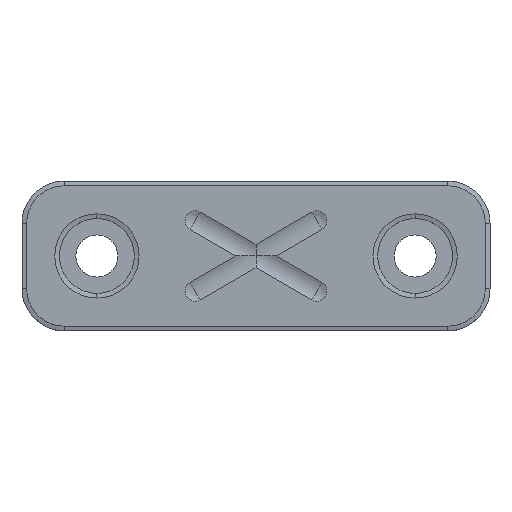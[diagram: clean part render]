
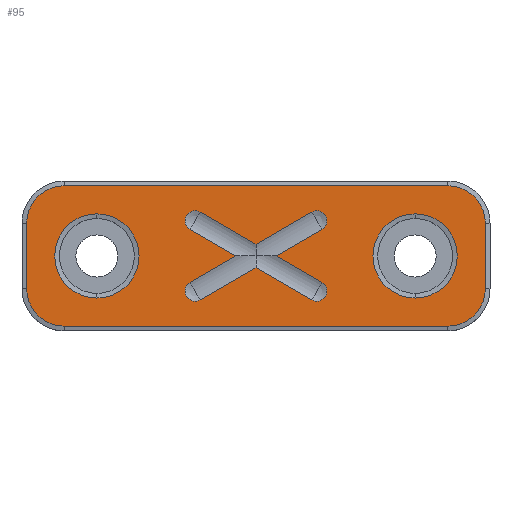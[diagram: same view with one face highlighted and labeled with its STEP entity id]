
A CAD part, top view. The second image highlights one B-rep face of the part: STEP entity #95.
In plain terms, the highlighted planar face has unit normal (0, 0, 1).
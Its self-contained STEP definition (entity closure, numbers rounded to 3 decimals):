
#95=ADVANCED_FACE('NONE',(#220,#221,#222,#223),#224,.F.);
#220=FACE_OUTER_BOUND('',#379,.T.);
#221=FACE_BOUND('',#380,.T.);
#222=FACE_BOUND('',#381,.T.);
#223=FACE_BOUND('',#382,.T.);
#224=PLANE('',#383);
#379=EDGE_LOOP('',(#589,#590,#591,#592,#593,#594,#595,#596));
#380=EDGE_LOOP('',(#597,#598));
#381=EDGE_LOOP('',(#599,#600,#601,#602,#603,#604,#605,#606,#607,#608,#609,#610));
#382=EDGE_LOOP('',(#611,#612));
#383=AXIS2_PLACEMENT_3D('',#613,#614,#615);
#589=ORIENTED_EDGE('',*,*,#971,.T.);
#590=ORIENTED_EDGE('',*,*,#972,.T.);
#591=ORIENTED_EDGE('',*,*,#973,.T.);
#592=ORIENTED_EDGE('',*,*,#974,.T.);
#593=ORIENTED_EDGE('',*,*,#975,.T.);
#594=ORIENTED_EDGE('',*,*,#976,.T.);
#595=ORIENTED_EDGE('',*,*,#977,.T.);
#596=ORIENTED_EDGE('',*,*,#978,.T.);
#597=ORIENTED_EDGE('',*,*,#932,.T.);
#598=ORIENTED_EDGE('',*,*,#979,.T.);
#599=ORIENTED_EDGE('',*,*,#980,.T.);
#600=ORIENTED_EDGE('',*,*,#981,.T.);
#601=ORIENTED_EDGE('',*,*,#944,.T.);
#602=ORIENTED_EDGE('',*,*,#982,.T.);
#603=ORIENTED_EDGE('',*,*,#947,.T.);
#604=ORIENTED_EDGE('',*,*,#983,.T.);
#605=ORIENTED_EDGE('',*,*,#984,.T.);
#606=ORIENTED_EDGE('',*,*,#985,.T.);
#607=ORIENTED_EDGE('',*,*,#986,.T.);
#608=ORIENTED_EDGE('',*,*,#987,.T.);
#609=ORIENTED_EDGE('',*,*,#988,.T.);
#610=ORIENTED_EDGE('',*,*,#989,.T.);
#611=ORIENTED_EDGE('',*,*,#918,.T.);
#612=ORIENTED_EDGE('',*,*,#990,.T.);
#613=CARTESIAN_POINT('',(0.0,0.0,5.0));
#614=DIRECTION('',(0.0,0.0,-1.0));
#615=DIRECTION('',(0.0,1.0,0.0));
#918=EDGE_CURVE('NONE',#1082,#1080,#1083,.T.);
#932=EDGE_CURVE('NONE',#1106,#1104,#1107,.T.);
#944=EDGE_CURVE('NONE',#1125,#1126,#1127,.T.);
#947=EDGE_CURVE('NONE',#1132,#1130,#1133,.T.);
#971=EDGE_CURVE('NONE',#1174,#1175,#1176,.T.);
#972=EDGE_CURVE('NONE',#1175,#1177,#1178,.T.);
#973=EDGE_CURVE('NONE',#1177,#1179,#1180,.T.);
#974=EDGE_CURVE('NONE',#1179,#1181,#1182,.T.);
#975=EDGE_CURVE('NONE',#1181,#1183,#1184,.T.);
#976=EDGE_CURVE('NONE',#1183,#1185,#1186,.T.);
#977=EDGE_CURVE('NONE',#1185,#1187,#1188,.T.);
#978=EDGE_CURVE('NONE',#1187,#1174,#1189,.T.);
#979=EDGE_CURVE('NONE',#1104,#1106,#1190,.T.);
#980=EDGE_CURVE('NONE',#1191,#1192,#1193,.T.);
#981=EDGE_CURVE('NONE',#1192,#1125,#1194,.T.);
#982=EDGE_CURVE('NONE',#1126,#1132,#1195,.T.);
#983=EDGE_CURVE('NONE',#1130,#1196,#1197,.T.);
#984=EDGE_CURVE('NONE',#1196,#1198,#1199,.T.);
#985=EDGE_CURVE('NONE',#1198,#1200,#1201,.T.);
#986=EDGE_CURVE('NONE',#1200,#1202,#1203,.T.);
#987=EDGE_CURVE('NONE',#1202,#1204,#1205,.T.);
#988=EDGE_CURVE('NONE',#1204,#1206,#1207,.T.);
#989=EDGE_CURVE('NONE',#1206,#1191,#1208,.T.);
#990=EDGE_CURVE('NONE',#1080,#1082,#1209,.T.);
#1080=VERTEX_POINT('NONE',#1310);
#1082=VERTEX_POINT('NONE',#1313);
#1083=CIRCLE('',#1314,4.5);
#1104=VERTEX_POINT('NONE',#1340);
#1106=VERTEX_POINT('NONE',#1343);
#1107=CIRCLE('',#1344,4.5);
#1125=VERTEX_POINT('NONE',#1367);
#1126=VERTEX_POINT('NONE',#1368);
#1127=LINE('',#1369,#1370);
#1130=VERTEX_POINT('NONE',#1383);
#1132=VERTEX_POINT('NONE',#1395);
#1133=LINE('',#1396,#1397);
#1174=VERTEX_POINT('NONE',#1454);
#1175=VERTEX_POINT('NONE',#1455);
#1176=LINE('',#1456,#1457);
#1177=VERTEX_POINT('NONE',#1458);
#1178=CIRCLE('',#1459,4.);
#1179=VERTEX_POINT('NONE',#1460);
#1180=LINE('',#1461,#1462);
#1181=VERTEX_POINT('NONE',#1463);
#1182=CIRCLE('',#1464,4.);
#1183=VERTEX_POINT('NONE',#1465);
#1184=LINE('',#1466,#1467);
#1185=VERTEX_POINT('NONE',#1468);
#1186=CIRCLE('',#1469,4.);
#1187=VERTEX_POINT('NONE',#1470);
#1188=LINE('',#1471,#1472);
#1189=CIRCLE('',#1473,4.);
#1190=CIRCLE('',#1474,4.5);
#1191=VERTEX_POINT('NONE',#1475);
#1192=VERTEX_POINT('NONE',#1476);
#1193=CIRCLE('',#1477,1.09);
#1194=LINE('',#1478,#1479);
#1195=CIRCLE('',#1480,1.09);
#1196=VERTEX_POINT('NONE',#1481);
#1197=LINE('',#1482,#1483);
#1198=VERTEX_POINT('NONE',#1484);
#1199=CIRCLE('',#1485,1.09);
#1200=VERTEX_POINT('NONE',#1486);
#1201=LINE('',#1487,#1488);
#1202=VERTEX_POINT('NONE',#1489);
#1203=LINE('',#1490,#1491);
#1204=VERTEX_POINT('NONE',#1492);
#1205=CIRCLE('',#1493,1.09);
#1206=VERTEX_POINT('NONE',#1494);
#1207=LINE('',#1495,#1496);
#1208=LINE('',#1497,#1498);
#1209=CIRCLE('',#1499,4.5);
#1310=CARTESIAN_POINT('',(-17.0,4.5,5.0));
#1313=CARTESIAN_POINT('',(-17.0,-4.5,5.0));
#1314=AXIS2_PLACEMENT_3D('',#1640,#1641,#1642);
#1340=CARTESIAN_POINT('',(17.0,4.5,5.0));
#1343=CARTESIAN_POINT('',(17.0,-4.5,5.0));
#1344=AXIS2_PLACEMENT_3D('',#1661,#1662,#1663);
#1367=CARTESIAN_POINT('',(2.179,0.,5.0));
#1368=CARTESIAN_POINT('',(7.04,-2.806,5.0));
#1369=CARTESIAN_POINT('',(-5.517,4.444,5.0));
#1370=VECTOR('',#1678,1000.0);
#1383=CARTESIAN_POINT('',(0.,-1.258,5.0));
#1395=CARTESIAN_POINT('',(5.95,-4.694,5.0));
#1396=CARTESIAN_POINT('',(-6.607,2.556,5.0));
#1397=VECTOR('',#1679,1000.0);
#1454=CARTESIAN_POINT('',(24.5,-3.5,5.0));
#1455=CARTESIAN_POINT('',(24.5,3.5,5.0));
#1456=CARTESIAN_POINT('',(24.5,0.0,5.0));
#1457=VECTOR('',#1702,1000.0);
#1458=CARTESIAN_POINT('',(20.5,7.5,5.0));
#1459=AXIS2_PLACEMENT_3D('',#1703,#1704,#1705);
#1460=CARTESIAN_POINT('',(-20.5,7.5,5.0));
#1461=CARTESIAN_POINT('',(0.0,7.5,5.0));
#1462=VECTOR('',#1706,1000.0);
#1463=CARTESIAN_POINT('',(-24.5,3.5,5.0));
#1464=AXIS2_PLACEMENT_3D('',#1707,#1708,#1709);
#1465=CARTESIAN_POINT('',(-24.5,-3.5,5.0));
#1466=CARTESIAN_POINT('',(-24.5,0.0,5.0));
#1467=VECTOR('',#1710,1000.0);
#1468=CARTESIAN_POINT('',(-20.5,-7.5,5.0));
#1469=AXIS2_PLACEMENT_3D('',#1711,#1712,#1713);
#1470=CARTESIAN_POINT('',(20.5,-7.5,5.0));
#1471=CARTESIAN_POINT('',(0.0,-7.5,5.0));
#1472=VECTOR('',#1714,1000.0);
#1473=AXIS2_PLACEMENT_3D('',#1715,#1716,#1717);
#1474=AXIS2_PLACEMENT_3D('',#1718,#1719,#1720);
#1475=CARTESIAN_POINT('',(5.95,4.694,5.0));
#1476=CARTESIAN_POINT('',(7.04,2.806,5.0));
#1477=AXIS2_PLACEMENT_3D('',#1721,#1722,#1723);
#1478=CARTESIAN_POINT('',(6.607,2.556,5.0));
#1479=VECTOR('',#1724,1000.0);
#1480=AXIS2_PLACEMENT_3D('',#1725,#1726,#1727);
#1481=CARTESIAN_POINT('',(-5.95,-4.694,5.0));
#1482=CARTESIAN_POINT('',(6.607,2.556,5.0));
#1483=VECTOR('',#1728,1000.0);
#1484=CARTESIAN_POINT('',(-7.04,-2.806,5.0));
#1485=AXIS2_PLACEMENT_3D('',#1729,#1730,#1731);
#1486=CARTESIAN_POINT('',(-2.179,0.,5.0));
#1487=CARTESIAN_POINT('',(5.517,4.444,5.0));
#1488=VECTOR('',#1732,1000.0);
#1489=CARTESIAN_POINT('',(-7.04,2.806,5.0));
#1490=CARTESIAN_POINT('',(-6.607,2.556,5.0));
#1491=VECTOR('',#1733,1000.0);
#1492=CARTESIAN_POINT('',(-5.95,4.694,5.0));
#1493=AXIS2_PLACEMENT_3D('',#1734,#1735,#1736);
#1494=CARTESIAN_POINT('',(0.,1.258,5.0));
#1495=CARTESIAN_POINT('',(-5.517,4.444,5.0));
#1496=VECTOR('',#1737,1000.0);
#1497=CARTESIAN_POINT('',(5.517,4.444,5.0));
#1498=VECTOR('',#1738,1000.0);
#1499=AXIS2_PLACEMENT_3D('',#1739,#1740,#1741);
#1640=CARTESIAN_POINT('',(-17.0,0.0,5.0));
#1641=DIRECTION('',(0.0,0.0,-1.0));
#1642=DIRECTION('',(0.0,1.0,0.0));
#1661=CARTESIAN_POINT('',(17.0,0.0,5.0));
#1662=DIRECTION('',(0.0,0.0,-1.0));
#1663=DIRECTION('',(0.0,1.0,0.0));
#1678=DIRECTION('',(0.866,-0.5,0.0));
#1679=DIRECTION('',(-0.866,0.5,-0.0));
#1702=DIRECTION('',(0.0,1.0,0.0));
#1703=CARTESIAN_POINT('',(20.5,3.5,5.0));
#1704=DIRECTION('',(0.0,-0.0,1.0));
#1705=DIRECTION('',(0.,1.0,0.0));
#1706=DIRECTION('',(-1.0,0.0,0.0));
#1707=CARTESIAN_POINT('',(-20.5,3.5,5.0));
#1708=DIRECTION('',(0.0,-0.0,1.0));
#1709=DIRECTION('',(0.0,1.0,0.0));
#1710=DIRECTION('',(0.0,-1.0,0.0));
#1711=CARTESIAN_POINT('',(-20.5,-3.5,5.0));
#1712=DIRECTION('',(0.0,-0.0,1.0));
#1713=DIRECTION('',(0.0,1.0,0.0));
#1714=DIRECTION('',(1.0,0.0,0.0));
#1715=CARTESIAN_POINT('',(20.5,-3.5,5.0));
#1716=DIRECTION('',(0.0,-0.0,1.0));
#1717=DIRECTION('',(0.0,1.0,0.0));
#1718=CARTESIAN_POINT('',(17.0,0.0,5.0));
#1719=DIRECTION('',(0.0,0.0,-1.0));
#1720=DIRECTION('',(0.0,1.0,0.0));
#1721=CARTESIAN_POINT('',(6.495,3.75,5.0));
#1722=DIRECTION('',(0.0,0.0,-1.0));
#1723=DIRECTION('',(0.0,1.0,0.0));
#1724=DIRECTION('',(-0.866,-0.5,0.0));
#1725=CARTESIAN_POINT('',(6.495,-3.75,5.0));
#1726=DIRECTION('',(0.0,0.0,-1.0));
#1727=DIRECTION('',(0.0,1.0,0.0));
#1728=DIRECTION('',(-0.866,-0.5,0.0));
#1729=CARTESIAN_POINT('',(-6.495,-3.75,5.0));
#1730=DIRECTION('',(0.0,0.0,-1.0));
#1731=DIRECTION('',(0.0,1.0,0.0));
#1732=DIRECTION('',(0.866,0.5,0.0));
#1733=DIRECTION('',(-0.866,0.5,-0.0));
#1734=CARTESIAN_POINT('',(-6.495,3.75,5.0));
#1735=DIRECTION('',(0.0,0.0,-1.0));
#1736=DIRECTION('',(0.0,1.0,0.0));
#1737=DIRECTION('',(0.866,-0.5,0.0));
#1738=DIRECTION('',(0.866,0.5,0.0));
#1739=CARTESIAN_POINT('',(-17.0,0.0,5.0));
#1740=DIRECTION('',(0.0,0.0,-1.0));
#1741=DIRECTION('',(0.0,1.0,0.0));
